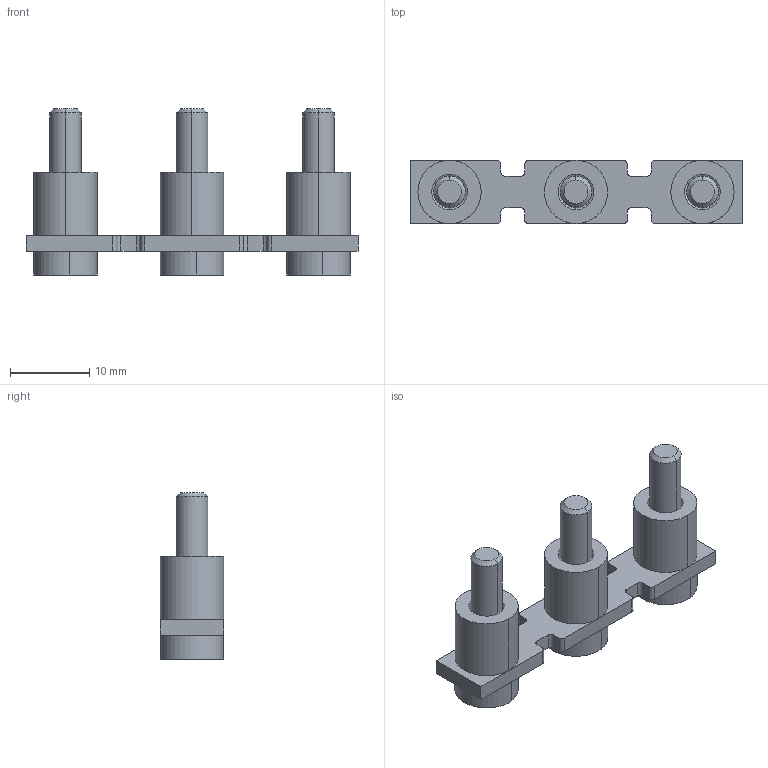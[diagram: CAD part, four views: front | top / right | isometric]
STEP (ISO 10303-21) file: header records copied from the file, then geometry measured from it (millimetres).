
FILE_DESCRIPTION (( 'STEP AP214' ), '1' );
FILE_NAME ('474173_UK 35-3.STP', '2013-11-14T14:25:33', ( 'arge' ), ( 'Microsoft' ), 'SwSTEP 2.0', 'SolidWorks 2013', '' );
FILE_SCHEMA (( 'AUTOMOTIVE_DESIGN' ));
Length unit declared in the file: millimetre
Products named in the file (5): 474173_UK 35-3; M43902; M43905; M43906; M43907
Assembly tree (10 placements, depth 2):
  474173_UK 35-3
    M43902
    M43905  x3
    M43906  x3
    M43907  x3
Bounding box: 42 x 8 x 21 mm (x, y, z)
Volume: 2343.6 mm3; surface area: 3535.1 mm2
Topology: 10 solids, 10 shells, 197 faces, 444 edges, 273 vertices
Faces by surface type: cylinder 64, plane 58, torus 39, cone 36
Entity records: 3328 total; most frequent: DIRECTION 552, CARTESIAN_POINT 531, ORIENTED_EDGE 464, EDGE_CURVE 232, AXIS2_PLACEMENT_3D 220, VERTEX_POINT 147, VECTOR 112, CIRCLE 112
